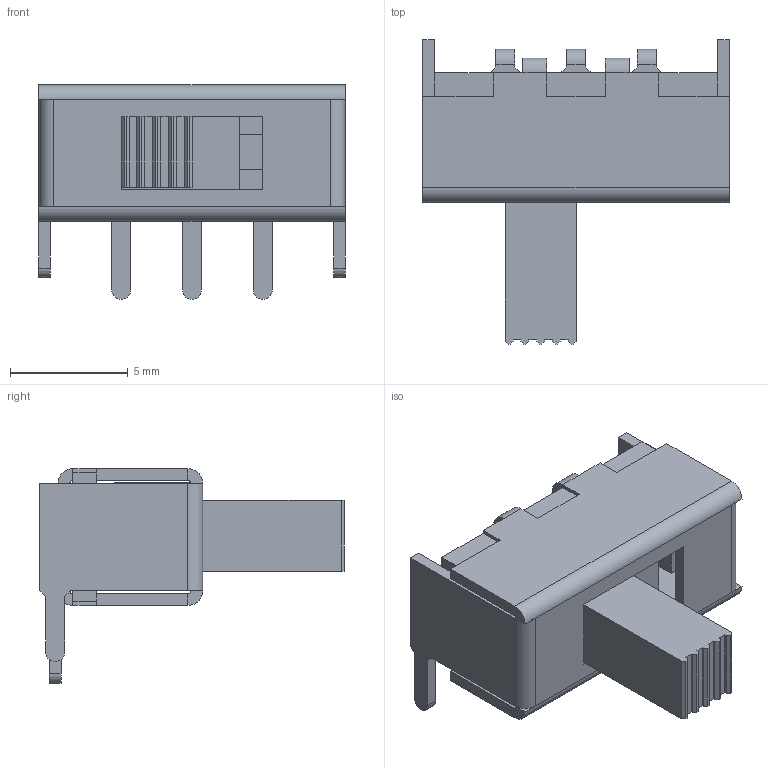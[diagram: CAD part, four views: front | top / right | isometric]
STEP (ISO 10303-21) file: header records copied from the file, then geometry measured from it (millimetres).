
FILE_DESCRIPTION(('FreeCAD Model'),'2;1');
FILE_NAME('Open CASCADE Shape Model','2025-08-31T16:18:56',( 'kicad StepUp'),('ksu MCAD'),'Open CASCADE STEP processor 7.8', 'FreeCAD','Unknown');
FILE_SCHEMA(('AUTOMOTIVE_DESIGN { 1 0 10303 214 1 1 1 1 }'));
Length unit declared in the file: millimetre
Products named in the file (1): SS12F23
Bounding box: 13 x 12.9 x 9.1 mm (x, y, z)
Volume: 333.6 mm3; surface area: 967.6 mm2
Topology: 1 solids, 2 shells, 263 faces, 724 edges, 458 vertices
Faces by surface type: plane 215, cylinder 48
Entity records: 10625 total; most frequent: CARTESIAN_POINT 1456, ORIENTED_EDGE 1456, DIRECTION 1358, EDGE_CURVE 724, LINE 614, VECTOR 614, VERTEX_POINT 458, AXIS2_PLACEMENT_3D 372
